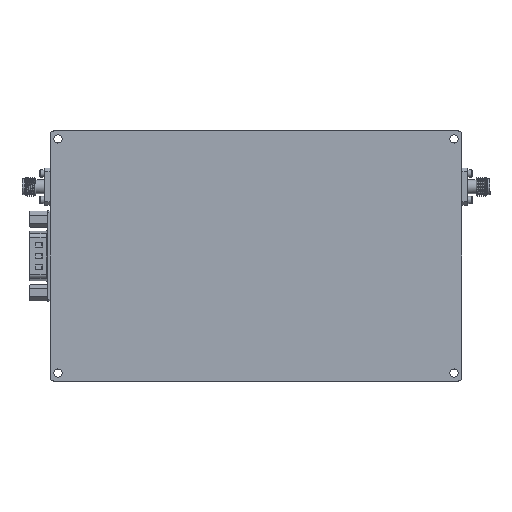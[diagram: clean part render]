
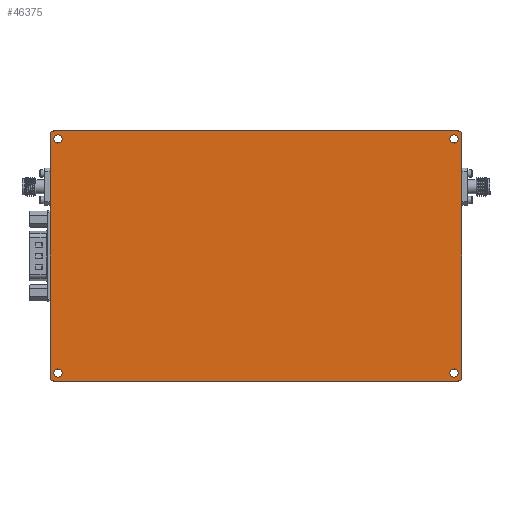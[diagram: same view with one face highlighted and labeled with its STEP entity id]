
A CAD part, front view. The second image highlights one B-rep face of the part: STEP entity #46375.
In plain terms, the highlighted planar face has unit normal (0, -1, 0).
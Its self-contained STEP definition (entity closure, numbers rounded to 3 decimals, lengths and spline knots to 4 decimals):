
#35 = VERTEX_POINT ( 'NONE', #27803 ) ;
#378 = EDGE_CURVE ( 'NONE', #22097, #35, #54509, .T. ) ;
#777 = EDGE_CURVE ( 'NONE', #2610, #35, #78069, .T. ) ;
#2127 = CIRCLE ( 'NONE', #12514, 0.0551 ) ;
#2271 = ORIENTED_EDGE ( 'NONE', *, *, #43750, .T. ) ;
#2510 = AXIS2_PLACEMENT_3D ( 'NONE', #53412, #28209, #45679 ) ;
#2610 = VERTEX_POINT ( 'NONE', #51816 ) ;
#2800 = ORIENTED_EDGE ( 'NONE', *, *, #60822, .T. ) ;
#3152 = DIRECTION ( 'NONE',  ( 0., 0., 1. ) ) ;
#3269 = ORIENTED_EDGE ( 'NONE', *, *, #77738, .T. ) ;
#5761 = VERTEX_POINT ( 'NONE', #35355 ) ;
#6618 = CIRCLE ( 'NONE', #20862, 0.0551 ) ;
#7488 = CARTESIAN_POINT ( 'NONE',  ( -2.7559, -0.4035, -1.6232 ) ) ;
#7658 = DIRECTION ( 'NONE',  ( 0., 0., 1. ) ) ;
#7667 = AXIS2_PLACEMENT_3D ( 'NONE', #42804, #48513, #73327 ) ;
#7840 = CIRCLE ( 'NONE', #55858, 0.0551 ) ;
#8416 = ORIENTED_EDGE ( 'NONE', *, *, #30483, .T. ) ;
#8826 = ORIENTED_EDGE ( 'NONE', *, *, #378, .F. ) ;
#9010 = PLANE ( 'NONE',  #9181 ) ;
#9181 = AXIS2_PLACEMENT_3D ( 'NONE', #52074, #65092, #9433 ) ;
#9328 = CIRCLE ( 'NONE', #36517, 0.05 ) ;
#9433 = DIRECTION ( 'NONE',  ( 0., 0., -1. ) ) ;
#9501 = CARTESIAN_POINT ( 'NONE',  ( -2.6496, -0.4035, 1.622 ) ) ;
#10715 = CIRCLE ( 'NONE', #44422, 0.05 ) ;
#12500 = EDGE_LOOP ( 'NONE', ( #16394, #3269 ) ) ;
#12514 = AXIS2_PLACEMENT_3D ( 'NONE', #34047, #79549, #74635 ) ;
#12700 = CARTESIAN_POINT ( 'NONE',  ( 2.6496, -0.4035, -1.5669 ) ) ;
#13321 = CIRCLE ( 'NONE', #30140, 0.0551 ) ;
#15740 = EDGE_CURVE ( 'NONE', #22097, #75538, #10715, .T. ) ;
#16394 = ORIENTED_EDGE ( 'NONE', *, *, #34934, .T. ) ;
#16909 = CARTESIAN_POINT ( 'NONE',  ( -2.7559, -0.4035, 1.6732 ) ) ;
#17269 = VERTEX_POINT ( 'NONE', #43867 ) ;
#18968 = EDGE_CURVE ( 'NONE', #2610, #72210, #48170, .T. ) ;
#19737 = LINE ( 'NONE', #69339, #68817 ) ;
#20681 = DIRECTION ( 'NONE',  ( 0., 0., 1. ) ) ;
#20862 = AXIS2_PLACEMENT_3D ( 'NONE', #62107, #48695, #24323 ) ;
#20873 = VERTEX_POINT ( 'NONE', #69735 ) ;
#21273 = VERTEX_POINT ( 'NONE', #9501 ) ;
#22097 = VERTEX_POINT ( 'NONE', #7488 ) ;
#23117 = EDGE_LOOP ( 'NONE', ( #62987, #29839 ) ) ;
#23902 = EDGE_LOOP ( 'NONE', ( #49054, #8416 ) ) ;
#24323 = DIRECTION ( 'NONE',  ( 0., 0., 1. ) ) ;
#24447 = VERTEX_POINT ( 'NONE', #58407 ) ;
#25299 = DIRECTION ( 'NONE',  ( 0., 1., 0. ) ) ;
#25371 = CARTESIAN_POINT ( 'NONE',  ( 2.6496, -0.4035, -1.622 ) ) ;
#25691 = EDGE_CURVE ( 'NONE', #68874, #25753, #19737, .T. ) ;
#25753 = VERTEX_POINT ( 'NONE', #47728 ) ;
#25801 = CARTESIAN_POINT ( 'NONE',  ( -2.7059, -0.4035, 1.6232 ) ) ;
#27133 = CARTESIAN_POINT ( 'NONE',  ( 2.7559, -0.4035, 1.6232 ) ) ;
#27437 = DIRECTION ( 'NONE',  ( 0., 0., -1. ) ) ;
#27803 = CARTESIAN_POINT ( 'NONE',  ( -2.7559, -0.4035, 1.6232 ) ) ;
#27843 = EDGE_CURVE ( 'NONE', #17269, #75538, #38995, .T. ) ;
#28209 = DIRECTION ( 'NONE',  ( 0., 1., 0. ) ) ;
#29839 = ORIENTED_EDGE ( 'NONE', *, *, #47594, .T. ) ;
#30140 = AXIS2_PLACEMENT_3D ( 'NONE', #44208, #52342, #7658 ) ;
#30483 = EDGE_CURVE ( 'NONE', #20873, #55111, #2127, .T. ) ;
#32499 = CARTESIAN_POINT ( 'NONE',  ( -2.7559, -0.4035, -1.6732 ) ) ;
#33780 = FACE_OUTER_BOUND ( 'NONE', #78633, .T. ) ;
#34047 = CARTESIAN_POINT ( 'NONE',  ( -2.6496, -0.4035, -1.5669 ) ) ;
#34355 = CARTESIAN_POINT ( 'NONE',  ( 2.6496, -0.4035, -1.5118 ) ) ;
#34934 = EDGE_CURVE ( 'NONE', #21273, #57390, #53489, .T. ) ;
#35083 = DIRECTION ( 'NONE',  ( 0., 0., -1. ) ) ;
#35193 = AXIS2_PLACEMENT_3D ( 'NONE', #25801, #80284, #43300 ) ;
#35355 = CARTESIAN_POINT ( 'NONE',  ( 2.6496, -0.4035, 1.622 ) ) ;
#35638 = ORIENTED_EDGE ( 'NONE', *, *, #25691, .F. ) ;
#35899 = DIRECTION ( 'NONE',  ( 0., -1., 0. ) ) ;
#36517 = AXIS2_PLACEMENT_3D ( 'NONE', #45187, #45596, #52923 ) ;
#37175 = DIRECTION ( 'NONE',  ( 1., 0., 0. ) ) ;
#38995 = LINE ( 'NONE', #32499, #76706 ) ;
#39040 = EDGE_LOOP ( 'NONE', ( #2271, #75228 ) ) ;
#39415 = DIRECTION ( 'NONE',  ( -1., 0., 0. ) ) ;
#40091 = CARTESIAN_POINT ( 'NONE',  ( -2.6496, -0.4035, 1.5669 ) ) ;
#41808 = CARTESIAN_POINT ( 'NONE',  ( 2.7059, -0.4035, 1.6232 ) ) ;
#42804 = CARTESIAN_POINT ( 'NONE',  ( -2.6496, -0.4035, -1.5669 ) ) ;
#43135 = VECTOR ( 'NONE', #37175, 39.3701 ) ;
#43136 = EDGE_CURVE ( 'NONE', #68874, #72210, #50392, .T. ) ;
#43300 = DIRECTION ( 'NONE',  ( 0., 0., -1. ) ) ;
#43750 = EDGE_CURVE ( 'NONE', #68264, #71911, #79100, .T. ) ;
#43867 = CARTESIAN_POINT ( 'NONE',  ( 2.7059, -0.4035, -1.6732 ) ) ;
#44208 = CARTESIAN_POINT ( 'NONE',  ( -2.6496, -0.4035, 1.5669 ) ) ;
#44314 = EDGE_CURVE ( 'NONE', #55111, #20873, #58305, .T. ) ;
#44422 = AXIS2_PLACEMENT_3D ( 'NONE', #65594, #35899, #35083 ) ;
#44769 = FACE_BOUND ( 'NONE', #23117, .T. ) ;
#45187 = CARTESIAN_POINT ( 'NONE',  ( 2.7059, -0.4035, -1.6232 ) ) ;
#45596 = DIRECTION ( 'NONE',  ( 0., -1., 0. ) ) ;
#45664 = AXIS2_PLACEMENT_3D ( 'NONE', #40091, #77894, #3152 ) ;
#45679 = DIRECTION ( 'NONE',  ( 0., 0., 1. ) ) ;
#45966 = FACE_BOUND ( 'NONE', #12500, .T. ) ;
#46212 = EDGE_CURVE ( 'NONE', #71911, #68264, #7840, .T. ) ;
#46375 = ADVANCED_FACE ( 'NONE', ( #33780, #45966, #44769, #76468, #77278 ), #9010, .T. ) ;
#47594 = EDGE_CURVE ( 'NONE', #24447, #5761, #6618, .T. ) ;
#47728 = CARTESIAN_POINT ( 'NONE',  ( 2.7559, -0.4035, -1.6232 ) ) ;
#48170 = LINE ( 'NONE', #16909, #43135 ) ;
#48513 = DIRECTION ( 'NONE',  ( 0., 1., 0. ) ) ;
#48695 = DIRECTION ( 'NONE',  ( 0., 1., 0. ) ) ;
#49054 = ORIENTED_EDGE ( 'NONE', *, *, #44314, .T. ) ;
#49252 = DIRECTION ( 'NONE',  ( 0., 0., 1. ) ) ;
#50392 = CIRCLE ( 'NONE', #75066, 0.05 ) ;
#50577 = ORIENTED_EDGE ( 'NONE', *, *, #27843, .F. ) ;
#51816 = CARTESIAN_POINT ( 'NONE',  ( -2.7059, -0.4035, 1.6732 ) ) ;
#52074 = CARTESIAN_POINT ( 'NONE',  ( 0., -0.4035, 0. ) ) ;
#52342 = DIRECTION ( 'NONE',  ( 0., 1., 0. ) ) ;
#52393 = DIRECTION ( 'NONE',  ( 0., 1., 0. ) ) ;
#52923 = DIRECTION ( 'NONE',  ( 0., 0., -1. ) ) ;
#53412 = CARTESIAN_POINT ( 'NONE',  ( 2.6496, -0.4035, -1.5669 ) ) ;
#53489 = CIRCLE ( 'NONE', #45664, 0.0551 ) ;
#53899 = CARTESIAN_POINT ( 'NONE',  ( -2.6496, -0.4035, 1.5118 ) ) ;
#54509 = LINE ( 'NONE', #60608, #61128 ) ;
#55111 = VERTEX_POINT ( 'NONE', #79619 ) ;
#55858 = AXIS2_PLACEMENT_3D ( 'NONE', #12700, #25299, #49252 ) ;
#56967 = ORIENTED_EDGE ( 'NONE', *, *, #18968, .F. ) ;
#57390 = VERTEX_POINT ( 'NONE', #53899 ) ;
#58305 = CIRCLE ( 'NONE', #7667, 0.0551 ) ;
#58407 = CARTESIAN_POINT ( 'NONE',  ( 2.6496, -0.4035, 1.5118 ) ) ;
#59700 = DIRECTION ( 'NONE',  ( 0., -1., 0. ) ) ;
#60325 = ORIENTED_EDGE ( 'NONE', *, *, #43136, .T. ) ;
#60608 = CARTESIAN_POINT ( 'NONE',  ( -2.7559, -0.4035, 1.6732 ) ) ;
#60723 = ORIENTED_EDGE ( 'NONE', *, *, #777, .T. ) ;
#60822 = EDGE_CURVE ( 'NONE', #17269, #25753, #9328, .T. ) ;
#61128 = VECTOR ( 'NONE', #68291, 39.3701 ) ;
#62107 = CARTESIAN_POINT ( 'NONE',  ( 2.6496, -0.4035, 1.5669 ) ) ;
#62987 = ORIENTED_EDGE ( 'NONE', *, *, #64595, .T. ) ;
#64595 = EDGE_CURVE ( 'NONE', #5761, #24447, #69010, .T. ) ;
#65066 = ORIENTED_EDGE ( 'NONE', *, *, #15740, .T. ) ;
#65092 = DIRECTION ( 'NONE',  ( 0., -1., 0. ) ) ;
#65594 = CARTESIAN_POINT ( 'NONE',  ( -2.7059, -0.4035, -1.6232 ) ) ;
#65798 = DIRECTION ( 'NONE',  ( 0., 0., -1. ) ) ;
#66679 = CARTESIAN_POINT ( 'NONE',  ( -2.7059, -0.4035, -1.6732 ) ) ;
#68264 = VERTEX_POINT ( 'NONE', #34355 ) ;
#68291 = DIRECTION ( 'NONE',  ( 0., 0., 1. ) ) ;
#68817 = VECTOR ( 'NONE', #27437, 39.3701 ) ;
#68874 = VERTEX_POINT ( 'NONE', #27133 ) ;
#69010 = CIRCLE ( 'NONE', #79400, 0.0551 ) ;
#69339 = CARTESIAN_POINT ( 'NONE',  ( 2.7559, -0.4035, 1.6732 ) ) ;
#69735 = CARTESIAN_POINT ( 'NONE',  ( -2.6496, -0.4035, -1.622 ) ) ;
#71911 = VERTEX_POINT ( 'NONE', #25371 ) ;
#72210 = VERTEX_POINT ( 'NONE', #78972 ) ;
#73327 = DIRECTION ( 'NONE',  ( 0., 0., 1. ) ) ;
#74635 = DIRECTION ( 'NONE',  ( 0., 0., 1. ) ) ;
#75066 = AXIS2_PLACEMENT_3D ( 'NONE', #41808, #59700, #65798 ) ;
#75228 = ORIENTED_EDGE ( 'NONE', *, *, #46212, .T. ) ;
#75538 = VERTEX_POINT ( 'NONE', #66679 ) ;
#75980 = CARTESIAN_POINT ( 'NONE',  ( 2.6496, -0.4035, 1.5669 ) ) ;
#76468 = FACE_BOUND ( 'NONE', #39040, .T. ) ;
#76706 = VECTOR ( 'NONE', #39415, 39.3701 ) ;
#77278 = FACE_BOUND ( 'NONE', #23902, .T. ) ;
#77738 = EDGE_CURVE ( 'NONE', #57390, #21273, #13321, .T. ) ;
#77894 = DIRECTION ( 'NONE',  ( 0., 1., 0. ) ) ;
#78069 = CIRCLE ( 'NONE', #35193, 0.05 ) ;
#78633 = EDGE_LOOP ( 'NONE', ( #50577, #2800, #35638, #60325, #56967, #60723, #8826, #65066 ) ) ;
#78972 = CARTESIAN_POINT ( 'NONE',  ( 2.7059, -0.4035, 1.6732 ) ) ;
#79100 = CIRCLE ( 'NONE', #2510, 0.0551 ) ;
#79400 = AXIS2_PLACEMENT_3D ( 'NONE', #75980, #52393, #20681 ) ;
#79549 = DIRECTION ( 'NONE',  ( 0., 1., 0. ) ) ;
#79619 = CARTESIAN_POINT ( 'NONE',  ( -2.6496, -0.4035, -1.5118 ) ) ;
#80284 = DIRECTION ( 'NONE',  ( 0., -1., 0. ) ) ;
